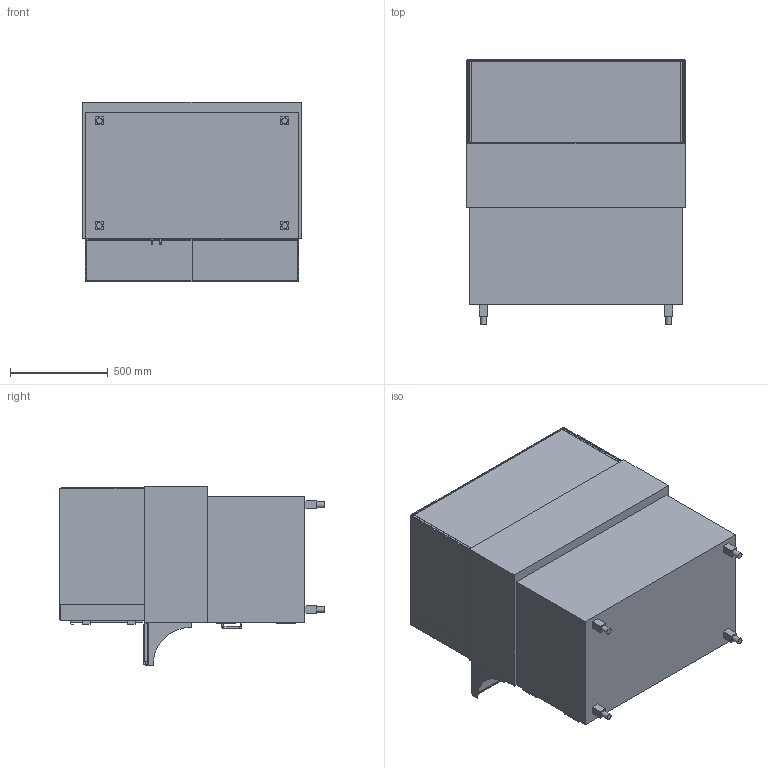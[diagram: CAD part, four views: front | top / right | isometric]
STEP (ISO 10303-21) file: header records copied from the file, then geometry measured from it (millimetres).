
FILE_DESCRIPTION (( 'STEP AP214' ), '1' );
FILE_NAME ('EU521412_Basic Plus E-112-45 PRO.STEP', '2022-05-19T14:01:26', ( '' ), ( '' ), 'SwSTEP 2.0', 'SolidWorks 2017', '' );
FILE_SCHEMA (( 'AUTOMOTIVE_DESIGN' ));
Length unit declared in the file: millimetre
Products named in the file (1): EU521412_Basic Plus E-112-45 PRO
Bounding box: 1115 x 1357 x 918 mm (x, y, z)
Volume: 203570103.9 mm3; surface area: 17701535.2 mm2
Topology: 56 solids, 56 shells, 468 faces, 1036 edges, 686 vertices
Faces by surface type: plane 412, cylinder 52, torus 4
Full cylindrical faces by diameter (mm): 8 x6, 30 x4
Entity records: 13469 total; most frequent: CARTESIAN_POINT 2189, DIRECTION 2060, ORIENTED_EDGE 2044, EDGE_CURVE 1022, VECTOR 914, LINE 914, VERTEX_POINT 686, AXIS2_PLACEMENT_3D 573
